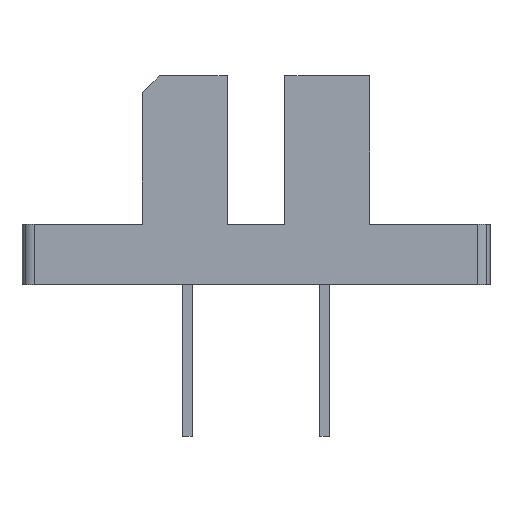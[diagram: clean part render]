
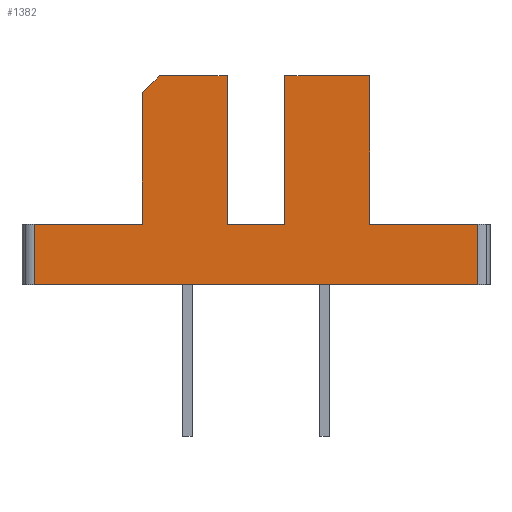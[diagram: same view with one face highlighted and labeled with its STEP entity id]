
A CAD part, top view. The second image highlights one B-rep face of the part: STEP entity #1382.
In plain terms, the highlighted planar face has unit normal (0, 0, 1).
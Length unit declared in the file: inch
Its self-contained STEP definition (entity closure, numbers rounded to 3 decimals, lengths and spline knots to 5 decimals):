
#170=CARTESIAN_POINT('',(-0.461,0.,0.1245));
#171=VERTEX_POINT('',#170);
#179=CARTESIAN_POINT('',(-0.461,0.125,0.1245));
#180=VERTEX_POINT('',#179);
#181=CARTESIAN_POINT('',(-0.461,0.,0.1245));
#182=DIRECTION('',(0.0,1.0,0.0));
#183=VECTOR('',#182,0.125);
#184=LINE('',#181,#183);
#185=EDGE_CURVE('',#171,#180,#184,.T.);
#212=CARTESIAN_POINT('',(0.461,0.125,0.1245));
#213=VERTEX_POINT('',#212);
#221=CARTESIAN_POINT('',(0.461,0.,0.1245));
#222=VERTEX_POINT('',#221);
#223=CARTESIAN_POINT('',(0.461,0.125,0.1245));
#224=DIRECTION('',(0.0,-1.0,0.0));
#225=VECTOR('',#224,0.125);
#226=LINE('',#223,#225);
#227=EDGE_CURVE('',#213,#222,#226,.T.);
#1241=CARTESIAN_POINT('',(0.236,0.125,0.1245));
#1242=VERTEX_POINT('',#1241);
#1249=CARTESIAN_POINT('',(0.236,0.125,0.1245));
#1250=DIRECTION('',(1.0,0.0,0.0));
#1251=VECTOR('',#1250,0.225);
#1252=LINE('',#1249,#1251);
#1253=EDGE_CURVE('',#1242,#213,#1252,.T.);
#1296=CARTESIAN_POINT('',(0.,0.172,0.1245));
#1297=DIRECTION('',(0.0,0.0,1.0));
#1298=DIRECTION('',(1.0,0.0,0.0));
#1299=AXIS2_PLACEMENT_3D('',#1296,#1297,#1298);
#1300=PLANE('',#1299);
#1301=ORIENTED_EDGE('',*,*,#227,.F.);
#1302=ORIENTED_EDGE('',*,*,#1253,.F.);
#1303=CARTESIAN_POINT('',(0.236,0.433,0.1245));
#1304=VERTEX_POINT('',#1303);
#1305=CARTESIAN_POINT('',(0.236,0.433,0.1245));
#1306=DIRECTION('',(0.0,-1.0,0.0));
#1307=VECTOR('',#1306,0.308);
#1308=LINE('',#1305,#1307);
#1309=EDGE_CURVE('',#1304,#1242,#1308,.T.);
#1310=ORIENTED_EDGE('',*,*,#1309,.F.);
#1311=CARTESIAN_POINT('',(0.06,0.433,0.1245));
#1312=VERTEX_POINT('',#1311);
#1313=CARTESIAN_POINT('',(0.06,0.433,0.1245));
#1314=DIRECTION('',(1.0,0.0,0.0));
#1315=VECTOR('',#1314,0.176);
#1316=LINE('',#1313,#1315);
#1317=EDGE_CURVE('',#1312,#1304,#1316,.T.);
#1318=ORIENTED_EDGE('',*,*,#1317,.F.);
#1319=CARTESIAN_POINT('',(0.06,0.125,0.1245));
#1320=VERTEX_POINT('',#1319);
#1321=CARTESIAN_POINT('',(0.06,0.125,0.1245));
#1322=DIRECTION('',(0.0,1.0,0.0));
#1323=VECTOR('',#1322,0.308);
#1324=LINE('',#1321,#1323);
#1325=EDGE_CURVE('',#1320,#1312,#1324,.T.);
#1326=ORIENTED_EDGE('',*,*,#1325,.F.);
#1327=CARTESIAN_POINT('',(-0.06,0.125,0.1245));
#1328=VERTEX_POINT('',#1327);
#1329=CARTESIAN_POINT('',(-0.06,0.125,0.1245));
#1330=DIRECTION('',(1.0,0.0,0.0));
#1331=VECTOR('',#1330,0.12);
#1332=LINE('',#1329,#1331);
#1333=EDGE_CURVE('',#1328,#1320,#1332,.T.);
#1334=ORIENTED_EDGE('',*,*,#1333,.F.);
#1335=CARTESIAN_POINT('',(-0.06,0.433,0.1245));
#1336=VERTEX_POINT('',#1335);
#1337=CARTESIAN_POINT('',(-0.06,0.433,0.1245));
#1338=DIRECTION('',(0.0,-1.0,0.0));
#1339=VECTOR('',#1338,0.308);
#1340=LINE('',#1337,#1339);
#1341=EDGE_CURVE('',#1336,#1328,#1340,.T.);
#1342=ORIENTED_EDGE('',*,*,#1341,.F.);
#1343=CARTESIAN_POINT('',(-0.201,0.433,0.1245));
#1344=VERTEX_POINT('',#1343);
#1345=CARTESIAN_POINT('',(-0.201,0.433,0.1245));
#1346=DIRECTION('',(1.0,0.0,0.0));
#1347=VECTOR('',#1346,0.141);
#1348=LINE('',#1345,#1347);
#1349=EDGE_CURVE('',#1344,#1336,#1348,.T.);
#1350=ORIENTED_EDGE('',*,*,#1349,.F.);
#1351=CARTESIAN_POINT('',(-0.236,0.398,0.1245));
#1352=VERTEX_POINT('',#1351);
#1353=CARTESIAN_POINT('',(-0.236,0.398,0.1245));
#1354=DIRECTION('',(0.707,0.707,0.0));
#1355=VECTOR('',#1354,0.0495);
#1356=LINE('',#1353,#1355);
#1357=EDGE_CURVE('',#1352,#1344,#1356,.T.);
#1358=ORIENTED_EDGE('',*,*,#1357,.F.);
#1359=CARTESIAN_POINT('',(-0.236,0.125,0.1245));
#1360=VERTEX_POINT('',#1359);
#1361=CARTESIAN_POINT('',(-0.236,0.125,0.1245));
#1362=DIRECTION('',(0.0,1.0,0.0));
#1363=VECTOR('',#1362,0.273);
#1364=LINE('',#1361,#1363);
#1365=EDGE_CURVE('',#1360,#1352,#1364,.T.);
#1366=ORIENTED_EDGE('',*,*,#1365,.F.);
#1367=CARTESIAN_POINT('',(-0.461,0.125,0.1245));
#1368=DIRECTION('',(1.0,0.0,0.0));
#1369=VECTOR('',#1368,0.225);
#1370=LINE('',#1367,#1369);
#1371=EDGE_CURVE('',#180,#1360,#1370,.T.);
#1372=ORIENTED_EDGE('',*,*,#1371,.F.);
#1373=ORIENTED_EDGE('',*,*,#185,.F.);
#1374=CARTESIAN_POINT('',(0.461,0.,0.1245));
#1375=DIRECTION('',(-1.0,0.0,0.0));
#1376=VECTOR('',#1375,0.922);
#1377=LINE('',#1374,#1376);
#1378=EDGE_CURVE('',#222,#171,#1377,.T.);
#1379=ORIENTED_EDGE('',*,*,#1378,.F.);
#1380=EDGE_LOOP('',(#1301,#1302,#1310,#1318,#1326,#1334,#1342,#1350,#1358,#1366,#1372,#1373,#1379));
#1381=FACE_OUTER_BOUND('',#1380,.T.);
#1382=ADVANCED_FACE('',(#1381),#1300,.T.);
